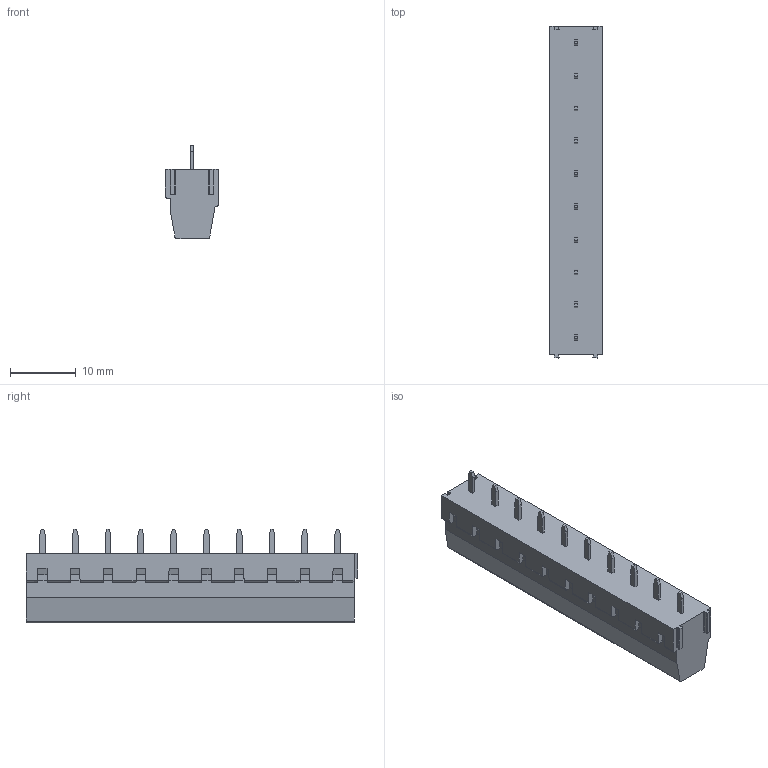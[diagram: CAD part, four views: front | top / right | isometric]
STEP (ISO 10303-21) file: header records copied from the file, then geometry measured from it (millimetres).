
FILE_DESCRIPTION( ( 'STEP AP214' ), '1' );
FILE_NAME( 'MV1510-5-V.stp', ' ', ( ' ' ), ( ' ' ), 'PSStep 14.0', 'VISI 19.0', ' ' );
FILE_SCHEMA( ( 'AUTOMOTIVE_DESIGN { 1 0 10303 214 1 1 1 1 }' ) );
Length unit declared in the file: millimetre
Products named in the file (1): 1
Bounding box: 8.1 x 50.6 x 14.31 mm (x, y, z)
Volume: 3120.7 mm3; surface area: 2911.5 mm2
Topology: 1 solids, 1 shells, 417 faces, 1159 edges, 774 vertices
Faces by surface type: plane 377, cylinder 40
Full cylindrical faces by diameter (mm): 3.8 x10
Entity records: 16408 total; most frequent: CARTESIAN_POINT 2401, ORIENTED_EDGE 2278, DIRECTION 2045, EDGE_CURVE 1139, LINE 1029, VECTOR 1029, VERTEX_POINT 764, AXIS2_PLACEMENT_3D 508
